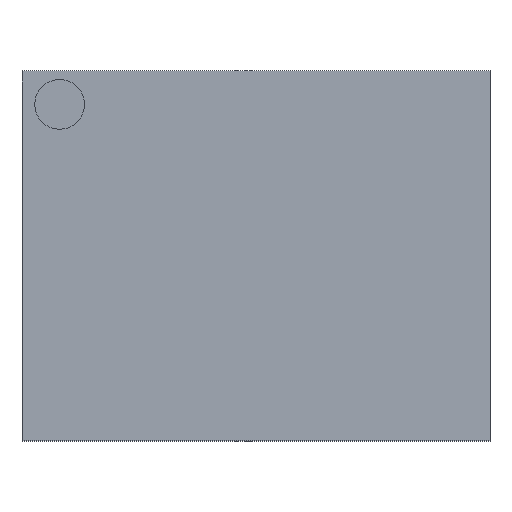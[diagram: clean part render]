
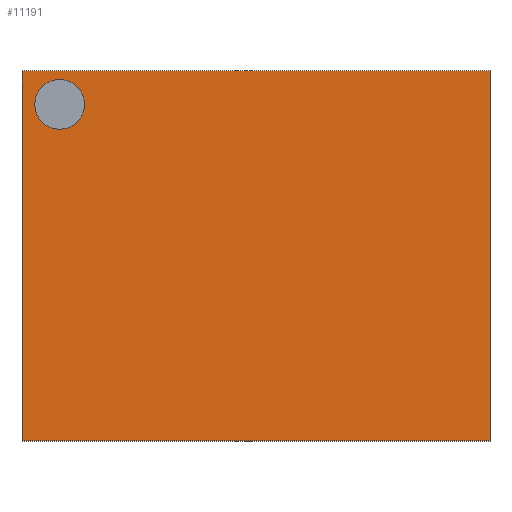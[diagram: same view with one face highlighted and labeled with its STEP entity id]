
A CAD part, top view. The second image highlights one B-rep face of the part: STEP entity #11191.
In plain terms, the highlighted planar face has unit normal (0, 0, 1).
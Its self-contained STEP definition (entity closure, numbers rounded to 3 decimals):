
#468=LINE('',#15191,#1223);
#469=LINE('',#15194,#1224);
#470=LINE('',#15196,#1225);
#471=LINE('',#15198,#1226);
#1223=VECTOR('',#12641,1000.);
#1224=VECTOR('',#12642,1000.);
#1225=VECTOR('',#12643,1000.);
#1226=VECTOR('',#12644,1000.);
#2372=ORIENTED_EDGE('',*,*,#4604,.T.);
#2373=ORIENTED_EDGE('',*,*,#4665,.T.);
#2374=ORIENTED_EDGE('',*,*,#4666,.T.);
#2375=ORIENTED_EDGE('',*,*,#4667,.T.);
#2376=ORIENTED_EDGE('',*,*,#4668,.T.);
#4604=EDGE_CURVE('',#5751,#5751,#6517,.T.);
#4665=EDGE_CURVE('',#5812,#5813,#468,.T.);
#4666=EDGE_CURVE('',#5813,#5814,#469,.T.);
#4667=EDGE_CURVE('',#5814,#5815,#470,.T.);
#4668=EDGE_CURVE('',#5815,#5812,#471,.T.);
#5751=VERTEX_POINT('',#15054);
#5812=VERTEX_POINT('',#15192);
#5813=VERTEX_POINT('',#15193);
#5814=VERTEX_POINT('',#15195);
#5815=VERTEX_POINT('',#15197);
#6517=CIRCLE('',#11666,0.558);
#6538=EDGE_LOOP('',(#2372));
#6539=EDGE_LOOP('',(#2373,#2374,#2375,#2376));
#7123=FACE_BOUND('',#6538,.T.);
#7124=FACE_BOUND('',#6539,.T.);
#7706=PLANE('',#11682);
#11191=ADVANCED_FACE('',(#7123,#7124),#7706,.T.);
#11666=AXIS2_PLACEMENT_3D('',#15053,#12547,#12548);
#11682=AXIS2_PLACEMENT_3D('',#15190,#12639,#12640);
#12547=DIRECTION('',(0.,0.,-1.));
#12548=DIRECTION('',(-1.,0.,0.));
#12639=DIRECTION('',(0.,0.,1.));
#12640=DIRECTION('',(1.,0.,0.));
#12641=DIRECTION('',(1.,0.,0.));
#12642=DIRECTION('',(0.,1.,0.));
#12643=DIRECTION('',(-1.,0.,0.));
#12644=DIRECTION('',(0.,-1.,0.));
#15053=CARTESIAN_POINT('',(-4.406,3.4,1.44));
#15054=CARTESIAN_POINT('',(-4.964,3.4,1.44));
#15190=CARTESIAN_POINT('',(0.,0.,1.44));
#15191=CARTESIAN_POINT('',(-5.25,-4.15,1.44));
#15192=CARTESIAN_POINT('',(-5.25,-4.15,1.44));
#15193=CARTESIAN_POINT('',(5.25,-4.15,1.44));
#15194=CARTESIAN_POINT('',(5.25,-4.15,1.44));
#15195=CARTESIAN_POINT('',(5.25,4.15,1.44));
#15196=CARTESIAN_POINT('',(5.25,4.15,1.44));
#15197=CARTESIAN_POINT('',(-5.25,4.15,1.44));
#15198=CARTESIAN_POINT('',(-5.25,4.15,1.44));
